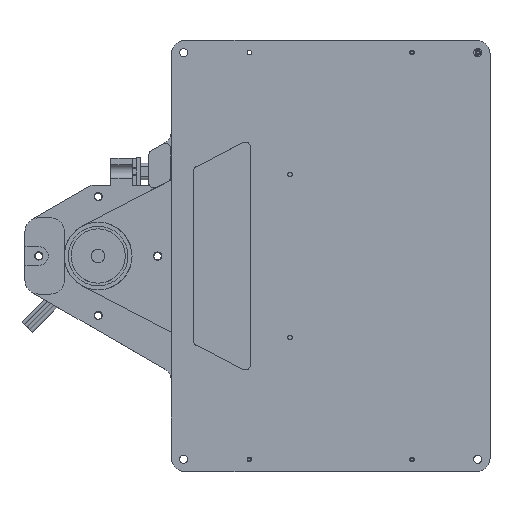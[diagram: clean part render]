
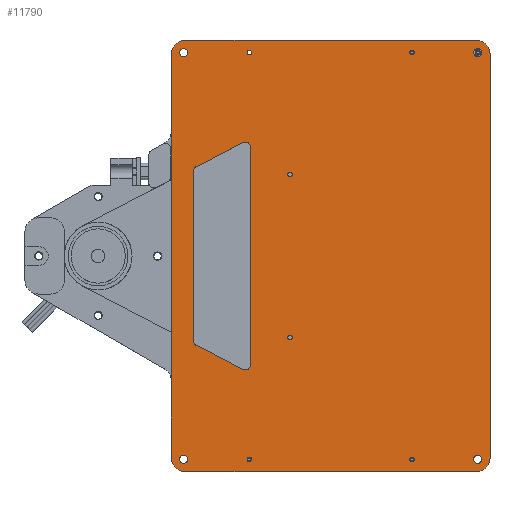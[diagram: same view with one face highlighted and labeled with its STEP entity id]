
A CAD part, top view. The second image highlights one B-rep face of the part: STEP entity #11790.
In plain terms, the highlighted planar face has unit normal (0, 0, 1).
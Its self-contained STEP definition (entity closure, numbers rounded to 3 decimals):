
#322=FACE_BOUND('',#2111,.T.);
#323=FACE_BOUND('',#2112,.T.);
#324=FACE_BOUND('',#2113,.T.);
#325=FACE_BOUND('',#2114,.T.);
#326=FACE_BOUND('',#2115,.T.);
#327=FACE_BOUND('',#2116,.T.);
#328=FACE_BOUND('',#2117,.T.);
#329=FACE_BOUND('',#2118,.T.);
#330=FACE_BOUND('',#2119,.T.);
#331=FACE_BOUND('',#2120,.T.);
#332=FACE_BOUND('',#2121,.T.);
#748=PLANE('',#12841);
#1339=FACE_OUTER_BOUND('',#2110,.T.);
#2110=EDGE_LOOP('',(#10238,#10239,#10240,#10241,#10242,#10243,#10244,#10245));
#2111=EDGE_LOOP('',(#10246));
#2112=EDGE_LOOP('',(#10247));
#2113=EDGE_LOOP('',(#10248));
#2114=EDGE_LOOP('',(#10249));
#2115=EDGE_LOOP('',(#10250));
#2116=EDGE_LOOP('',(#10251));
#2117=EDGE_LOOP('',(#10252));
#2118=EDGE_LOOP('',(#10253));
#2119=EDGE_LOOP('',(#10254));
#2120=EDGE_LOOP('',(#10255));
#2121=EDGE_LOOP('',(#10256,#10257,#10258,#10259,#10260,#10261,#10262,#10263));
#2518=CIRCLE('',#12739,5.);
#2537=CIRCLE('',#12761,5.);
#2538=CIRCLE('',#12764,5.);
#2539=CIRCLE('',#12767,5.);
#2540=CIRCLE('',#12770,2.);
#2541=CIRCLE('',#12773,2.);
#2542=CIRCLE('',#12776,2.);
#2543=CIRCLE('',#12779,2.);
#2545=CIRCLE('',#12783,0.85);
#2548=CIRCLE('',#12791,0.85);
#2551=CIRCLE('',#12799,0.85);
#2554=CIRCLE('',#12807,0.85);
#2564=CIRCLE('',#12830,1.5);
#2565=CIRCLE('',#12832,0.85);
#2566=CIRCLE('',#12834,1.5);
#2567=CIRCLE('',#12836,0.85);
#2568=CIRCLE('',#12838,1.5);
#2569=CIRCLE('',#12840,1.5);
#3564=LINE('',#19561,#4792);
#3584=LINE('',#19635,#4812);
#3593=LINE('',#19653,#4821);
#3595=LINE('',#19659,#4823);
#3599=LINE('',#19669,#4827);
#3602=LINE('',#19677,#4830);
#3605=LINE('',#19685,#4833);
#3607=LINE('',#19691,#4835);
#4792=VECTOR('',#15313,10.);
#4812=VECTOR('',#15375,10.);
#4821=VECTOR('',#15390,10.);
#4823=VECTOR('',#15398,10.);
#4827=VECTOR('',#15408,10.);
#4830=VECTOR('',#15417,10.);
#4833=VECTOR('',#15426,10.);
#4835=VECTOR('',#15434,10.);
#5869=VERTEX_POINT('',#19532);
#5870=VERTEX_POINT('',#19533);
#5882=VERTEX_POINT('',#19559);
#5914=VERTEX_POINT('',#19629);
#5915=VERTEX_POINT('',#19633);
#5916=VERTEX_POINT('',#19637);
#5921=VERTEX_POINT('',#19651);
#5922=VERTEX_POINT('',#19655);
#5923=VERTEX_POINT('',#19661);
#5924=VERTEX_POINT('',#19663);
#5925=VERTEX_POINT('',#19667);
#5926=VERTEX_POINT('',#19671);
#5927=VERTEX_POINT('',#19675);
#5928=VERTEX_POINT('',#19679);
#5929=VERTEX_POINT('',#19683);
#5930=VERTEX_POINT('',#19687);
#5932=VERTEX_POINT('',#19695);
#5936=VERTEX_POINT('',#19712);
#5940=VERTEX_POINT('',#19729);
#5944=VERTEX_POINT('',#19746);
#5955=VERTEX_POINT('',#19789);
#5956=VERTEX_POINT('',#19793);
#5957=VERTEX_POINT('',#19797);
#5958=VERTEX_POINT('',#19801);
#5959=VERTEX_POINT('',#19805);
#5960=VERTEX_POINT('',#19809);
#7304=EDGE_CURVE('',#5869,#5870,#2518,.T.);
#7318=EDGE_CURVE('',#5869,#5882,#3564,.T.);
#7353=EDGE_CURVE('',#5914,#5882,#2537,.T.);
#7356=EDGE_CURVE('',#5914,#5915,#3584,.T.);
#7357=EDGE_CURVE('',#5916,#5915,#2538,.T.);
#7366=EDGE_CURVE('',#5916,#5921,#3593,.T.);
#7367=EDGE_CURVE('',#5922,#5921,#2539,.T.);
#7369=EDGE_CURVE('',#5922,#5870,#3595,.T.);
#7371=EDGE_CURVE('',#5923,#5924,#2540,.T.);
#7374=EDGE_CURVE('',#5923,#5925,#3599,.T.);
#7376=EDGE_CURVE('',#5926,#5925,#2541,.T.);
#7378=EDGE_CURVE('',#5926,#5927,#3602,.T.);
#7380=EDGE_CURVE('',#5928,#5927,#2542,.T.);
#7382=EDGE_CURVE('',#5928,#5929,#3605,.T.);
#7384=EDGE_CURVE('',#5930,#5929,#2543,.T.);
#7385=EDGE_CURVE('',#5930,#5924,#3607,.T.);
#7388=EDGE_CURVE('',#5932,#5932,#2545,.T.);
#7396=EDGE_CURVE('',#5936,#5936,#2548,.T.);
#7404=EDGE_CURVE('',#5940,#5940,#2551,.T.);
#7412=EDGE_CURVE('',#5944,#5944,#2554,.T.);
#7430=EDGE_CURVE('',#5955,#5955,#2564,.T.);
#7432=EDGE_CURVE('',#5956,#5956,#2565,.T.);
#7434=EDGE_CURVE('',#5957,#5957,#2566,.T.);
#7436=EDGE_CURVE('',#5958,#5958,#2567,.T.);
#7438=EDGE_CURVE('',#5959,#5959,#2568,.T.);
#7440=EDGE_CURVE('',#5960,#5960,#2569,.T.);
#10238=ORIENTED_EDGE('',*,*,#7304,.F.);
#10239=ORIENTED_EDGE('',*,*,#7318,.T.);
#10240=ORIENTED_EDGE('',*,*,#7353,.F.);
#10241=ORIENTED_EDGE('',*,*,#7356,.T.);
#10242=ORIENTED_EDGE('',*,*,#7357,.F.);
#10243=ORIENTED_EDGE('',*,*,#7366,.T.);
#10244=ORIENTED_EDGE('',*,*,#7367,.F.);
#10245=ORIENTED_EDGE('',*,*,#7369,.T.);
#10246=ORIENTED_EDGE('',*,*,#7388,.T.);
#10247=ORIENTED_EDGE('',*,*,#7396,.T.);
#10248=ORIENTED_EDGE('',*,*,#7404,.T.);
#10249=ORIENTED_EDGE('',*,*,#7412,.T.);
#10250=ORIENTED_EDGE('',*,*,#7440,.T.);
#10251=ORIENTED_EDGE('',*,*,#7438,.T.);
#10252=ORIENTED_EDGE('',*,*,#7436,.T.);
#10253=ORIENTED_EDGE('',*,*,#7434,.T.);
#10254=ORIENTED_EDGE('',*,*,#7432,.T.);
#10255=ORIENTED_EDGE('',*,*,#7430,.T.);
#10256=ORIENTED_EDGE('',*,*,#7374,.T.);
#10257=ORIENTED_EDGE('',*,*,#7376,.F.);
#10258=ORIENTED_EDGE('',*,*,#7378,.T.);
#10259=ORIENTED_EDGE('',*,*,#7380,.F.);
#10260=ORIENTED_EDGE('',*,*,#7382,.T.);
#10261=ORIENTED_EDGE('',*,*,#7384,.F.);
#10262=ORIENTED_EDGE('',*,*,#7385,.T.);
#10263=ORIENTED_EDGE('',*,*,#7371,.F.);
#11790=ADVANCED_FACE('',(#1339,#322,#323,#324,#325,#326,#327,#328,#329,
#330,#331,#332),#748,.T.);
#12739=AXIS2_PLACEMENT_3D('',#19534,#15295,#15296);
#12761=AXIS2_PLACEMENT_3D('',#19630,#15369,#15370);
#12764=AXIS2_PLACEMENT_3D('',#19638,#15378,#15379);
#12767=AXIS2_PLACEMENT_3D('',#19656,#15393,#15394);
#12770=AXIS2_PLACEMENT_3D('',#19664,#15402,#15403);
#12773=AXIS2_PLACEMENT_3D('',#19673,#15412,#15413);
#12776=AXIS2_PLACEMENT_3D('',#19681,#15421,#15422);
#12779=AXIS2_PLACEMENT_3D('',#19689,#15430,#15431);
#12783=AXIS2_PLACEMENT_3D('',#19697,#15440,#15441);
#12791=AXIS2_PLACEMENT_3D('',#19714,#15461,#15462);
#12799=AXIS2_PLACEMENT_3D('',#19731,#15482,#15483);
#12807=AXIS2_PLACEMENT_3D('',#19748,#15503,#15504);
#12830=AXIS2_PLACEMENT_3D('',#19790,#15557,#15558);
#12832=AXIS2_PLACEMENT_3D('',#19794,#15562,#15563);
#12834=AXIS2_PLACEMENT_3D('',#19798,#15567,#15568);
#12836=AXIS2_PLACEMENT_3D('',#19802,#15572,#15573);
#12838=AXIS2_PLACEMENT_3D('',#19806,#15577,#15578);
#12840=AXIS2_PLACEMENT_3D('',#19810,#15582,#15583);
#12841=AXIS2_PLACEMENT_3D('',#19812,#15585,#15586);
#15295=DIRECTION('center_axis',(0.,0.,-1.));
#15296=DIRECTION('ref_axis',(-0.707,-0.707,0.));
#15313=DIRECTION('',(1.,0.,0.));
#15369=DIRECTION('center_axis',(0.,0.,-1.));
#15370=DIRECTION('ref_axis',(0.707,-0.707,0.));
#15375=DIRECTION('',(0.,1.,0.));
#15378=DIRECTION('center_axis',(0.,0.,-1.));
#15379=DIRECTION('ref_axis',(0.707,0.707,0.));
#15390=DIRECTION('',(-1.,0.,0.));
#15393=DIRECTION('center_axis',(0.,0.,-1.));
#15394=DIRECTION('ref_axis',(-0.707,0.707,0.));
#15398=DIRECTION('',(0.,-1.,0.));
#15402=DIRECTION('center_axis',(0.,0.,1.));
#15403=DIRECTION('ref_axis',(-0.855,-0.519,0.));
#15408=DIRECTION('',(0.,1.,0.));
#15412=DIRECTION('center_axis',(0.,0.,1.));
#15413=DIRECTION('ref_axis',(-0.855,0.519,0.));
#15417=DIRECTION('',(0.887,0.461,0.));
#15421=DIRECTION('center_axis',(0.,0.,1.));
#15422=DIRECTION('ref_axis',(0.519,0.855,0.));
#15426=DIRECTION('',(0.,-1.,0.));
#15430=DIRECTION('center_axis',(0.,0.,1.));
#15431=DIRECTION('ref_axis',(0.519,-0.855,0.));
#15434=DIRECTION('',(-0.887,0.461,0.));
#15440=DIRECTION('center_axis',(0.,0.,-1.));
#15441=DIRECTION('ref_axis',(-1.,0.,0.));
#15461=DIRECTION('center_axis',(0.,0.,-1.));
#15462=DIRECTION('ref_axis',(1.,0.,0.));
#15482=DIRECTION('center_axis',(0.,0.,-1.));
#15483=DIRECTION('ref_axis',(-1.,0.,0.));
#15503=DIRECTION('center_axis',(0.,0.,-1.));
#15504=DIRECTION('ref_axis',(1.,0.,0.));
#15557=DIRECTION('center_axis',(0.,0.,-1.));
#15558=DIRECTION('ref_axis',(1.,0.,0.));
#15562=DIRECTION('center_axis',(0.,0.,-1.));
#15563=DIRECTION('ref_axis',(1.,0.,0.));
#15567=DIRECTION('center_axis',(0.,0.,-1.));
#15568=DIRECTION('ref_axis',(1.,0.,0.));
#15572=DIRECTION('center_axis',(0.,0.,-1.));
#15573=DIRECTION('ref_axis',(1.,0.,0.));
#15577=DIRECTION('center_axis',(0.,0.,-1.));
#15578=DIRECTION('ref_axis',(1.,0.,0.));
#15582=DIRECTION('center_axis',(0.,0.,-1.));
#15583=DIRECTION('ref_axis',(1.,0.,0.));
#15585=DIRECTION('center_axis',(0.,0.,1.));
#15586=DIRECTION('ref_axis',(1.,0.,0.));
#19532=CARTESIAN_POINT('',(-38.75,-79.5,3.));
#19533=CARTESIAN_POINT('',(-43.75,-74.5,3.));
#19534=CARTESIAN_POINT('Origin',(-38.75,-74.5,3.));
#19559=CARTESIAN_POINT('',(68.75,-79.5,3.));
#19561=CARTESIAN_POINT('',(-43.75,-79.5,3.));
#19629=CARTESIAN_POINT('',(73.75,-74.5,3.));
#19630=CARTESIAN_POINT('Origin',(68.75,-74.5,3.));
#19633=CARTESIAN_POINT('',(73.75,74.5,3.));
#19635=CARTESIAN_POINT('',(73.75,-79.5,3.));
#19637=CARTESIAN_POINT('',(68.75,79.5,3.));
#19638=CARTESIAN_POINT('Origin',(68.75,74.5,3.));
#19651=CARTESIAN_POINT('',(-38.75,79.5,3.));
#19653=CARTESIAN_POINT('',(73.75,79.5,3.));
#19655=CARTESIAN_POINT('',(-43.75,74.5,3.));
#19656=CARTESIAN_POINT('Origin',(-38.75,74.5,3.));
#19659=CARTESIAN_POINT('',(-43.75,79.5,3.));
#19661=CARTESIAN_POINT('',(-35.75,-31.058,3.));
#19663=CARTESIAN_POINT('',(-34.672,-32.833,3.));
#19664=CARTESIAN_POINT('Origin',(-33.75,-31.058,3.));
#19667=CARTESIAN_POINT('',(-35.75,31.058,3.));
#19669=CARTESIAN_POINT('',(-35.75,32.273,3.));
#19671=CARTESIAN_POINT('',(-34.672,32.833,3.));
#19673=CARTESIAN_POINT('Origin',(-33.75,31.058,3.));
#19675=CARTESIAN_POINT('',(-17.422,41.796,3.));
#19677=CARTESIAN_POINT('',(-43.75,28.116,3.));
#19679=CARTESIAN_POINT('',(-14.5,40.021,3.));
#19681=CARTESIAN_POINT('Origin',(-16.5,40.021,3.));
#19683=CARTESIAN_POINT('',(-14.5,-40.021,3.));
#19685=CARTESIAN_POINT('',(-14.5,43.314,3.));
#19687=CARTESIAN_POINT('',(-17.422,-41.796,3.));
#19689=CARTESIAN_POINT('Origin',(-16.5,-40.021,3.));
#19691=CARTESIAN_POINT('',(-43.75,-28.116,3.));
#19695=CARTESIAN_POINT('',(45.85,-75.,3.));
#19697=CARTESIAN_POINT('Origin',(45.,-75.,3.));
#19712=CARTESIAN_POINT('',(-15.85,-75.,3.));
#19714=CARTESIAN_POINT('Origin',(-15.,-75.,3.));
#19729=CARTESIAN_POINT('',(45.85,75.,3.));
#19731=CARTESIAN_POINT('Origin',(45.,75.,3.));
#19746=CARTESIAN_POINT('',(-15.85,75.,3.));
#19748=CARTESIAN_POINT('Origin',(-15.,75.,3.));
#19789=CARTESIAN_POINT('',(67.75,-75.,3.));
#19790=CARTESIAN_POINT('Origin',(69.25,-75.,3.));
#19793=CARTESIAN_POINT('',(-0.85,-30.,3.));
#19794=CARTESIAN_POINT('Origin',(0.,-30.,
3.));
#19797=CARTESIAN_POINT('',(-40.75,-75.,3.));
#19798=CARTESIAN_POINT('Origin',(-39.25,-75.,3.));
#19801=CARTESIAN_POINT('',(-0.85,30.,3.));
#19802=CARTESIAN_POINT('Origin',(0.,30.,
3.));
#19805=CARTESIAN_POINT('',(-40.75,75.,3.));
#19806=CARTESIAN_POINT('Origin',(-39.25,75.,3.));
#19809=CARTESIAN_POINT('',(67.75,75.,3.));
#19810=CARTESIAN_POINT('Origin',(69.25,75.,3.));
#19812=CARTESIAN_POINT('Origin',(15.,0.,3.));
